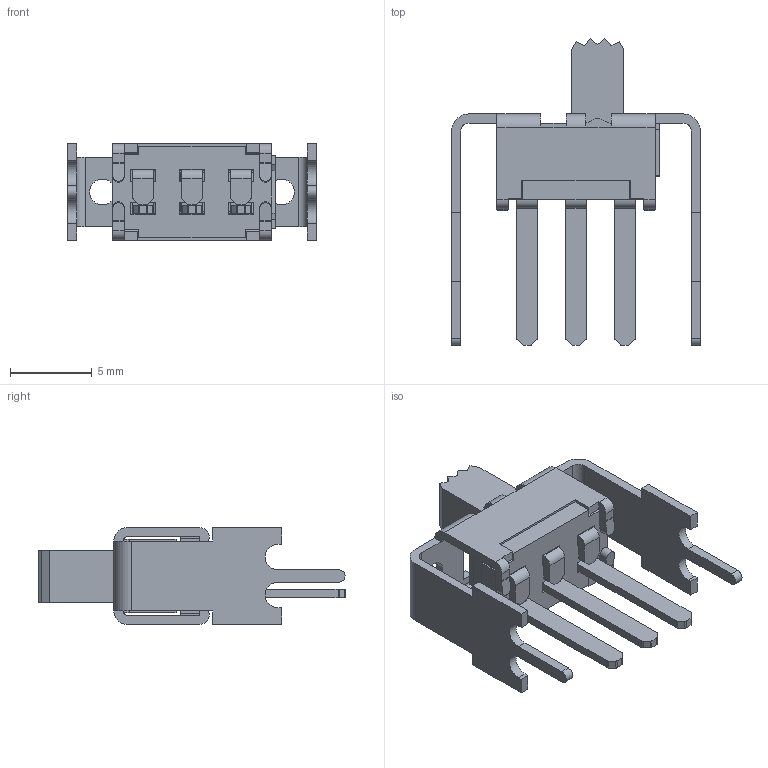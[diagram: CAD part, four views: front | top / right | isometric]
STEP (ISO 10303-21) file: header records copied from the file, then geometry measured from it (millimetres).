
FILE_DESCRIPTION(/* description */ (''),/* implementation_level */ '2;1');
FILE_NAME(/* name */ 'GS-115 PC Mount_Model.stp',/* time_stamp */ '2021-12-10T09:32:04-05:00',/* author */ ('dwiltbank'),/* organization */ (''),/* preprocessor_version */ 'ST-DEVELOPER v18.1',/* originating_system */ 'Autodesk Inventor 2020',/* authorisation */ '');
FILE_SCHEMA (('AUTOMOTIVE_DESIGN { 1 0 10303 214 3 1 1 }'));
Length unit declared in the file: inch
Products named in the file (1): GS-115 PC Mount _Shrinkwrap_1
Bounding box: 15.16 x 18.67 x 5.89 mm (x, y, z)
Volume: 318.1 mm3; surface area: 1192.1 mm2
Topology: 3 solids, 3 shells, 393 faces, 1224 edges, 807 vertices
Faces by surface type: plane 273, cylinder 120
Full cylindrical faces by diameter (mm): 1.524 x2, 1.575 x2
Entity records: 14183 total; most frequent: CARTESIAN_POINT 2491, ORIENTED_EDGE 2448, DIRECTION 2269, EDGE_CURVE 1224, LINE 947, VECTOR 947, VERTEX_POINT 807, AXIS2_PLACEMENT_3D 661
